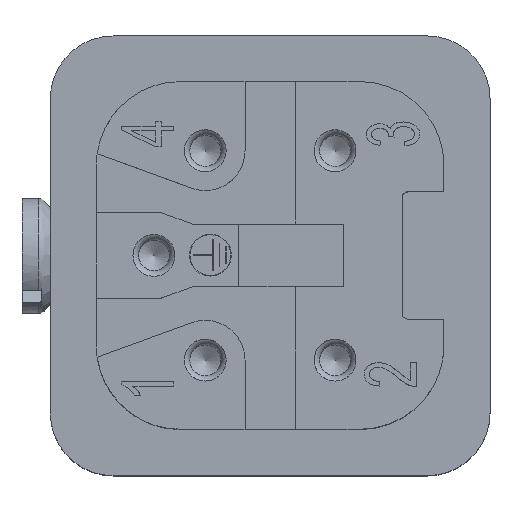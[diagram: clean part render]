
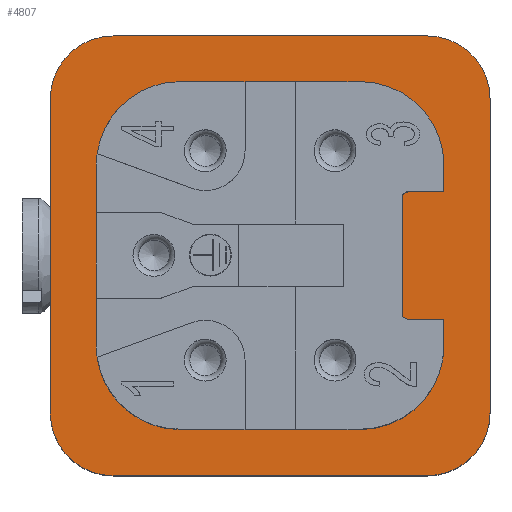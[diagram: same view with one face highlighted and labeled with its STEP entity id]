
A CAD part, top view. The second image highlights one B-rep face of the part: STEP entity #4807.
In plain terms, the highlighted planar face has unit normal (0, 0, 1).
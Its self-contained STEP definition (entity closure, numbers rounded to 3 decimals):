
#4807=ADVANCED_FACE('',(#6295,#6296),#5398,.T.);
#5398=PLANE('',#16886);
#6174=CIRCLE('',#16805,4.);
#6175=CIRCLE('',#16809,0.3);
#6176=CIRCLE('',#16812,0.3);
#6177=CIRCLE('',#16814,4.);
#6180=CIRCLE('',#16826,3.);
#6183=CIRCLE('',#16831,3.);
#6185=CIRCLE('',#16835,3.);
#6186=CIRCLE('',#16838,3.);
#6193=CIRCLE('',#16884,4.);
#6194=CIRCLE('',#16885,4.);
#6295=FACE_BOUND('',#6627,.T.);
#6296=FACE_BOUND('',#6628,.T.);
#6627=EDGE_LOOP('',(#8353,#8354,#8355,#8356,#8357,#8358,#8359,#8360));
#6628=EDGE_LOOP('',(#8361,#8362,#8363,#8364,#8365,#8366,#8367,#8368,#8369,
#8370,#8371,#8372,#8373,#8374));
#8353=ORIENTED_EDGE('',*,*,#12565,.T.);
#8354=ORIENTED_EDGE('',*,*,#12470,.T.);
#8355=ORIENTED_EDGE('',*,*,#12466,.T.);
#8356=ORIENTED_EDGE('',*,*,#12462,.T.);
#8357=ORIENTED_EDGE('',*,*,#12459,.F.);
#8358=ORIENTED_EDGE('',*,*,#12456,.T.);
#8359=ORIENTED_EDGE('',*,*,#12452,.T.);
#8360=ORIENTED_EDGE('',*,*,#12448,.T.);
#8361=ORIENTED_EDGE('',*,*,#12429,.T.);
#8362=ORIENTED_EDGE('',*,*,#12566,.T.);
#8363=ORIENTED_EDGE('',*,*,#12567,.T.);
#8364=ORIENTED_EDGE('',*,*,#12533,.T.);
#8365=ORIENTED_EDGE('',*,*,#12568,.T.);
#8366=ORIENTED_EDGE('',*,*,#12569,.T.);
#8367=ORIENTED_EDGE('',*,*,#12416,.T.);
#8368=ORIENTED_EDGE('',*,*,#12419,.T.);
#8369=ORIENTED_EDGE('',*,*,#12421,.T.);
#8370=ORIENTED_EDGE('',*,*,#12423,.T.);
#8371=ORIENTED_EDGE('',*,*,#12425,.T.);
#8372=ORIENTED_EDGE('',*,*,#12427,.T.);
#8373=ORIENTED_EDGE('',*,*,#12433,.T.);
#8374=ORIENTED_EDGE('',*,*,#12431,.T.);
#11152=VERTEX_POINT('',#22604);
#11153=VERTEX_POINT('',#22606);
#11154=VERTEX_POINT('',#22610);
#11155=VERTEX_POINT('',#22614);
#11156=VERTEX_POINT('',#22618);
#11157=VERTEX_POINT('',#22622);
#11158=VERTEX_POINT('',#22626);
#11159=VERTEX_POINT('',#22630);
#11160=VERTEX_POINT('',#22632);
#11161=VERTEX_POINT('',#22636);
#11171=VERTEX_POINT('',#22688);
#11172=VERTEX_POINT('',#22689);
#11175=VERTEX_POINT('',#22697);
#11178=VERTEX_POINT('',#22705);
#11180=VERTEX_POINT('',#22711);
#11182=VERTEX_POINT('',#22717);
#11184=VERTEX_POINT('',#22724);
#11187=VERTEX_POINT('',#22732);
#11226=VERTEX_POINT('',#22868);
#11227=VERTEX_POINT('',#22870);
#11239=VERTEX_POINT('',#22937);
#11240=VERTEX_POINT('',#22940);
#12416=EDGE_CURVE('',#11153,#11152,#6174,.T.);
#12419=EDGE_CURVE('',#11152,#11154,#13867,.T.);
#12421=EDGE_CURVE('',#11154,#11155,#13869,.T.);
#12423=EDGE_CURVE('',#11155,#11156,#6175,.T.);
#12425=EDGE_CURVE('',#11156,#11157,#13872,.T.);
#12427=EDGE_CURVE('',#11157,#11158,#6176,.T.);
#12429=EDGE_CURVE('',#11160,#11159,#6177,.T.);
#12431=EDGE_CURVE('',#11161,#11160,#13876,.T.);
#12433=EDGE_CURVE('',#11158,#11161,#13878,.T.);
#12448=EDGE_CURVE('',#11171,#11172,#6180,.T.);
#12452=EDGE_CURVE('',#11175,#11171,#13888,.T.);
#12456=EDGE_CURVE('',#11178,#11175,#6183,.T.);
#12459=EDGE_CURVE('',#11178,#11180,#13893,.T.);
#12462=EDGE_CURVE('',#11182,#11180,#6185,.T.);
#12466=EDGE_CURVE('',#11184,#11182,#13898,.T.);
#12470=EDGE_CURVE('',#11187,#11184,#6186,.T.);
#12533=EDGE_CURVE('',#11227,#11226,#13955,.T.);
#12565=EDGE_CURVE('',#11172,#11187,#13984,.T.);
#12566=EDGE_CURVE('',#11159,#11239,#13985,.T.);
#12567=EDGE_CURVE('',#11239,#11227,#6193,.T.);
#12568=EDGE_CURVE('',#11226,#11240,#6194,.T.);
#12569=EDGE_CURVE('',#11240,#11153,#13986,.T.);
#13867=LINE('',#22611,#15107);
#13869=LINE('',#22615,#15109);
#13872=LINE('',#22623,#15112);
#13876=LINE('',#22635,#15116);
#13878=LINE('',#22639,#15118);
#13888=LINE('',#22696,#15128);
#13893=LINE('',#22710,#15133);
#13898=LINE('',#22723,#15138);
#13955=LINE('',#22869,#15195);
#13984=LINE('',#22934,#15224);
#13985=LINE('',#22936,#15225);
#13986=LINE('',#22941,#15226);
#15107=VECTOR('',#18173,1.);
#15109=VECTOR('',#18177,1.);
#15112=VECTOR('',#18186,1.);
#15116=VECTOR('',#18200,1.);
#15118=VECTOR('',#18204,1.);
#15128=VECTOR('',#18238,1.);
#15133=VECTOR('',#18251,1.);
#15138=VECTOR('',#18264,1.);
#15195=VECTOR('',#18373,1.);
#15224=VECTOR('',#18442,1.);
#15225=VECTOR('',#18445,1.);
#15226=VECTOR('',#18450,1.);
#16805=AXIS2_PLACEMENT_3D('',#22605,#18167,#18168);
#16809=AXIS2_PLACEMENT_3D('',#22619,#18181,#18182);
#16812=AXIS2_PLACEMENT_3D('',#22627,#18190,#18191);
#16814=AXIS2_PLACEMENT_3D('',#22631,#18195,#18196);
#16826=AXIS2_PLACEMENT_3D('',#22687,#18230,#18231);
#16831=AXIS2_PLACEMENT_3D('',#22704,#18245,#18246);
#16835=AXIS2_PLACEMENT_3D('',#22716,#18257,#18258);
#16838=AXIS2_PLACEMENT_3D('',#22731,#18270,#18271);
#16884=AXIS2_PLACEMENT_3D('',#22938,#18446,#18447);
#16885=AXIS2_PLACEMENT_3D('',#22939,#18448,#18449);
#16886=AXIS2_PLACEMENT_3D('',#22942,#18451,#18452);
#18167=DIRECTION('',(0.,0.,-1.));
#18168=DIRECTION('',(0.,1.,0.));
#18173=DIRECTION('',(0.,-1.,0.));
#18177=DIRECTION('',(-1.,0.,0.));
#18181=DIRECTION('',(0.,0.,1.));
#18182=DIRECTION('',(0.,1.,0.));
#18186=DIRECTION('',(0.,-1.,0.));
#18190=DIRECTION('',(0.,0.,1.));
#18191=DIRECTION('',(-1.,0.,0.));
#18195=DIRECTION('',(0.,0.,-1.));
#18196=DIRECTION('',(1.,0.,0.));
#18200=DIRECTION('',(0.,-1.,0.));
#18204=DIRECTION('',(1.,0.,0.));
#18230=DIRECTION('',(0.,0.,1.));
#18231=DIRECTION('',(1.,0.,0.));
#18238=DIRECTION('',(0.,1.,0.));
#18245=DIRECTION('',(0.,0.,1.));
#18246=DIRECTION('',(0.,-1.,0.));
#18251=DIRECTION('',(-1.,0.,0.));
#18257=DIRECTION('',(0.,0.,1.));
#18258=DIRECTION('',(-1.,0.,0.));
#18264=DIRECTION('',(0.,-1.,0.));
#18270=DIRECTION('',(0.,0.,1.));
#18271=DIRECTION('',(0.,1.,0.));
#18373=DIRECTION('',(0.,1.,0.));
#18442=DIRECTION('',(-1.,0.,0.));
#18445=DIRECTION('',(-1.,0.,0.));
#18446=DIRECTION('',(0.,0.,-1.));
#18447=DIRECTION('',(0.,-1.,0.));
#18448=DIRECTION('',(0.,0.,-1.));
#18449=DIRECTION('',(-1.,0.,0.));
#18450=DIRECTION('',(1.,0.,0.));
#18451=DIRECTION('',(0.,0.,1.));
#18452=DIRECTION('',(-1.,0.,0.));
#22604=CARTESIAN_POINT('',(8.3,4.3,4.85));
#22605=CARTESIAN_POINT('',(4.3,4.3,4.85));
#22606=CARTESIAN_POINT('',(4.3,8.3,4.85));
#22610=CARTESIAN_POINT('',(8.3,3.05,4.85));
#22611=CARTESIAN_POINT('',(8.3,4.3,4.85));
#22614=CARTESIAN_POINT('',(6.6,3.05,4.85));
#22615=CARTESIAN_POINT('',(8.3,3.05,4.85));
#22618=CARTESIAN_POINT('',(6.3,2.75,4.85));
#22619=CARTESIAN_POINT('',(6.6,2.75,4.85));
#22622=CARTESIAN_POINT('',(6.3,-2.75,4.85));
#22623=CARTESIAN_POINT('',(6.3,2.75,4.85));
#22626=CARTESIAN_POINT('',(6.6,-3.05,4.85));
#22627=CARTESIAN_POINT('',(6.6,-2.75,4.85));
#22630=CARTESIAN_POINT('',(4.3,-8.3,4.85));
#22631=CARTESIAN_POINT('',(4.3,-4.3,4.85));
#22632=CARTESIAN_POINT('',(8.3,-4.3,4.85));
#22635=CARTESIAN_POINT('',(8.3,-3.05,4.85));
#22636=CARTESIAN_POINT('',(8.3,-3.05,4.85));
#22639=CARTESIAN_POINT('',(6.6,-3.05,4.85));
#22687=CARTESIAN_POINT('',(7.5,7.5,4.85));
#22688=CARTESIAN_POINT('',(10.5,7.5,4.85));
#22689=CARTESIAN_POINT('',(7.5,10.5,4.85));
#22696=CARTESIAN_POINT('',(10.5,-7.5,4.85));
#22697=CARTESIAN_POINT('',(10.5,-7.5,4.85));
#22704=CARTESIAN_POINT('',(7.5,-7.5,4.85));
#22705=CARTESIAN_POINT('',(7.5,-10.5,4.85));
#22710=CARTESIAN_POINT('',(7.5,-10.5,4.85));
#22711=CARTESIAN_POINT('',(-7.5,-10.5,4.85));
#22716=CARTESIAN_POINT('',(-7.5,-7.5,4.85));
#22717=CARTESIAN_POINT('',(-10.5,-7.5,4.85));
#22723=CARTESIAN_POINT('',(-10.5,7.5,4.85));
#22724=CARTESIAN_POINT('',(-10.5,7.5,4.85));
#22731=CARTESIAN_POINT('',(-7.5,7.5,4.85));
#22732=CARTESIAN_POINT('',(-7.5,10.5,4.85));
#22868=CARTESIAN_POINT('',(-8.3,4.3,4.85));
#22869=CARTESIAN_POINT('',(-8.3,-4.3,4.85));
#22870=CARTESIAN_POINT('',(-8.3,-4.3,4.85));
#22934=CARTESIAN_POINT('',(7.5,10.5,4.85));
#22936=CARTESIAN_POINT('',(4.3,-8.3,4.85));
#22937=CARTESIAN_POINT('',(-4.3,-8.3,4.85));
#22938=CARTESIAN_POINT('',(-4.3,-4.3,4.85));
#22939=CARTESIAN_POINT('',(-4.3,4.3,4.85));
#22940=CARTESIAN_POINT('',(-4.3,8.3,4.85));
#22941=CARTESIAN_POINT('',(-4.3,8.3,4.85));
#22942=CARTESIAN_POINT('',(11.025,11.025,4.85));
